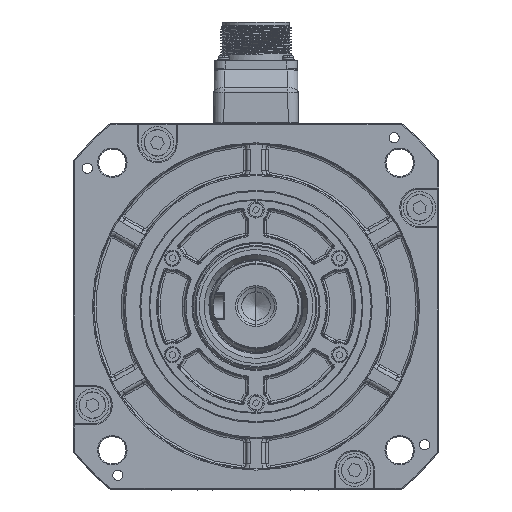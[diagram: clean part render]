
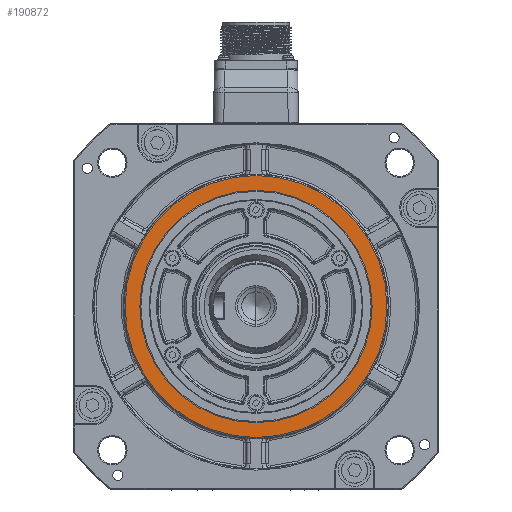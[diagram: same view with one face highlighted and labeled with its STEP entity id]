
A CAD part, top view. The second image highlights one B-rep face of the part: STEP entity #190872.
In plain terms, the highlighted planar face has unit normal (0, 0, 1).
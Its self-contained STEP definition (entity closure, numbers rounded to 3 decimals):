
#187025=CARTESIAN_POINT('',(-64.452,0.,102.5));
#187026=VERTEX_POINT('',#187025);
#187027=CARTESIAN_POINT('',(64.452,0.,102.5));
#187028=VERTEX_POINT('',#187027);
#187029=CARTESIAN_POINT('',(0.,0.,102.5));
#187030=DIRECTION('',(-1.,0.,0.));
#187031=DIRECTION('',(0.,0.,-1.));
#187032=AXIS2_PLACEMENT_3D('',#187029,#187031,#187030);
#187033=CIRCLE('',#187032,64.452);
#187034=EDGE_CURVE('',#187026,#187028,#187033,.T.);
#187772=CARTESIAN_POINT('',(0.,0.,102.5));
#187773=DIRECTION('',(1.,0.,0.));
#187774=DIRECTION('',(0.,0.,-1.));
#187775=AXIS2_PLACEMENT_3D('',#187772,#187774,#187773);
#187776=CIRCLE('',#187775,64.452);
#187777=EDGE_CURVE('',#187028,#187026,#187776,.T.);
#190843=CARTESIAN_POINT('',(57.15,0.,102.5));
#190844=DIRECTION('',(1.,0.,0.));
#190845=DIRECTION('',(0.,0.,1.));
#190846=AXIS2_PLACEMENT_3D('',#190843,#190845,#190844);
#190847=PLANE('',#190846);
#190848=ORIENTED_EDGE('',*,*,#187034,.F.);
#190849=ORIENTED_EDGE('',*,*,#187777,.F.);
#190850=EDGE_LOOP('',(#190848,#190849));
#190851=FACE_OUTER_BOUND('',#190850,.T.);
#190852=CARTESIAN_POINT('',(57.15,0.,102.5));
#190853=VERTEX_POINT('',#190852);
#190854=CARTESIAN_POINT('',(-57.15,0.,102.5));
#190855=VERTEX_POINT('',#190854);
#190856=CARTESIAN_POINT('',(0.,0.,102.5));
#190857=DIRECTION('',(1.,0.,0.));
#190858=DIRECTION('',(0.,0.,1.));
#190859=AXIS2_PLACEMENT_3D('',#190856,#190858,#190857);
#190860=CIRCLE('',#190859,57.15);
#190861=EDGE_CURVE('',#190853,#190855,#190860,.T.);
#190862=ORIENTED_EDGE('',*,*,#190861,.F.);
#190863=CARTESIAN_POINT('',(0.,0.,102.5));
#190864=DIRECTION('',(-1.,0.,0.));
#190865=DIRECTION('',(0.,0.,1.));
#190866=AXIS2_PLACEMENT_3D('',#190863,#190865,#190864);
#190867=CIRCLE('',#190866,57.15);
#190868=EDGE_CURVE('',#190855,#190853,#190867,.T.);
#190869=ORIENTED_EDGE('',*,*,#190868,.F.);
#190870=EDGE_LOOP('',(#190862,#190869));
#190871=FACE_BOUND('',#190870,.T.);
#190872=ADVANCED_FACE('',(#190851,#190871),#190847,.T.);
